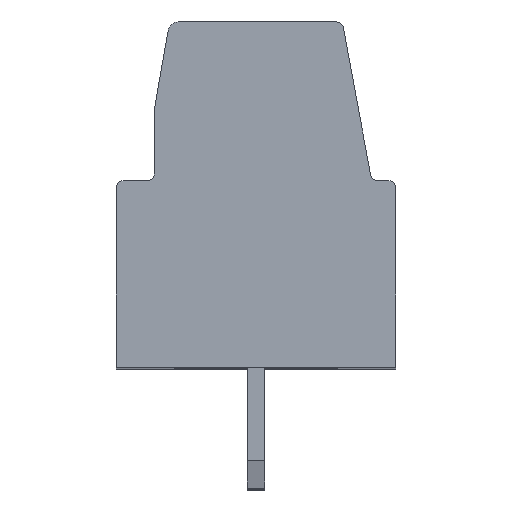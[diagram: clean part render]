
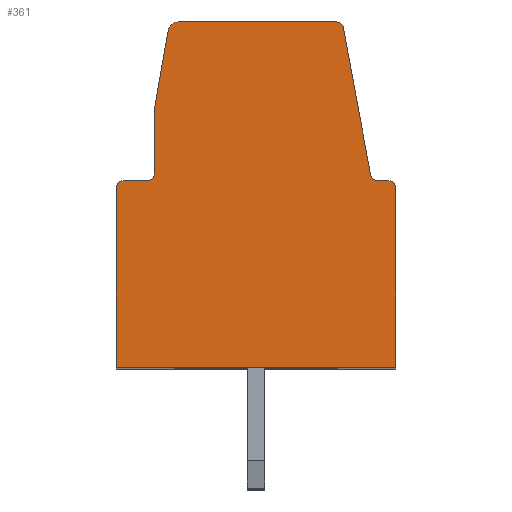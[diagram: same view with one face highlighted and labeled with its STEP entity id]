
A CAD part, top view. The second image highlights one B-rep face of the part: STEP entity #361.
In plain terms, the highlighted planar face has unit normal (0, 0, 1).
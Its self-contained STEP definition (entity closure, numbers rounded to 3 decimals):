
#361 = ADVANCED_FACE( '', ( #802 ), #803, .F. );
#802 = FACE_OUTER_BOUND( '', #1352, .T. );
#803 = PLANE( '', #1353 );
#1352 = EDGE_LOOP( '', ( #2156, #2157, #2158, #2159, #2160, #2161, #2162, #2163, #2164, #2165, #2166, #2167, #2168, #2169, #2170 ) );
#1353 = AXIS2_PLACEMENT_3D( '', #2171, #2172, #2173 );
#2156 = ORIENTED_EDGE( '', *, *, #3692, .T. );
#2157 = ORIENTED_EDGE( '', *, *, #3693, .T. );
#2158 = ORIENTED_EDGE( '', *, *, #3694, .F. );
#2159 = ORIENTED_EDGE( '', *, *, #3695, .T. );
#2160 = ORIENTED_EDGE( '', *, *, #3696, .T. );
#2161 = ORIENTED_EDGE( '', *, *, #3697, .T. );
#2162 = ORIENTED_EDGE( '', *, *, #3698, .T. );
#2163 = ORIENTED_EDGE( '', *, *, #3612, .T. );
#2164 = ORIENTED_EDGE( '', *, *, #3637, .F. );
#2165 = ORIENTED_EDGE( '', *, *, #3690, .T. );
#2166 = ORIENTED_EDGE( '', *, *, #3699, .F. );
#2167 = ORIENTED_EDGE( '', *, *, #3700, .T. );
#2168 = ORIENTED_EDGE( '', *, *, #3701, .T. );
#2169 = ORIENTED_EDGE( '', *, *, #3537, .T. );
#2170 = ORIENTED_EDGE( '', *, *, #3647, .F. );
#2171 = CARTESIAN_POINT( '', ( 0.81, -4.4, 0. ) );
#2172 = DIRECTION( '', ( 0., 0., -1. ) );
#2173 = DIRECTION( '', ( 0., 1., 0. ) );
#3537 = EDGE_CURVE( '', #4282, #4280, #4283, .T. );
#3612 = EDGE_CURVE( '', #4406, #4404, #4407, .T. );
#3637 = EDGE_CURVE( '', #4446, #4404, #4448, .T. );
#3647 = EDGE_CURVE( '', #4462, #4280, #4464, .T. );
#3690 = EDGE_CURVE( '', #4446, #4530, #4532, .T. );
#3692 = EDGE_CURVE( '', #4462, #4534, #4535, .T. );
#3693 = EDGE_CURVE( '', #4534, #4536, #4537, .T. );
#3694 = EDGE_CURVE( '', #4538, #4536, #4539, .T. );
#3695 = EDGE_CURVE( '', #4538, #4540, #4541, .T. );
#3696 = EDGE_CURVE( '', #4540, #4542, #4543, .T. );
#3697 = EDGE_CURVE( '', #4542, #4544, #4545, .T. );
#3698 = EDGE_CURVE( '', #4544, #4406, #4546, .T. );
#3699 = EDGE_CURVE( '', #4547, #4530, #4548, .T. );
#3700 = EDGE_CURVE( '', #4547, #4549, #4550, .T. );
#3701 = EDGE_CURVE( '', #4549, #4282, #4551, .T. );
#4280 = VERTEX_POINT( '', #5336 );
#4282 = VERTEX_POINT( '', #5339 );
#4283 = LINE( '', #5340, #5341 );
#4404 = VERTEX_POINT( '', #5518 );
#4406 = VERTEX_POINT( '', #5521 );
#4407 = LINE( '', #5522, #5523 );
#4446 = VERTEX_POINT( '', #5579 );
#4448 = CIRCLE( '', #5582, 0.2 );
#4462 = VERTEX_POINT( '', #5600 );
#4464 = CIRCLE( '', #5603, 0.3 );
#4530 = VERTEX_POINT( '', #5701 );
#4532 = LINE( '', #5704, #5705 );
#4534 = VERTEX_POINT( '', #5707 );
#4535 = LINE( '', #5708, #5709 );
#4536 = VERTEX_POINT( '', #5710 );
#4537 = LINE( '', #5711, #5712 );
#4538 = VERTEX_POINT( '', #5713 );
#4539 = CIRCLE( '', #5714, 0.2 );
#4540 = VERTEX_POINT( '', #5715 );
#4541 = LINE( '', #5716, #5717 );
#4542 = VERTEX_POINT( '', #5718 );
#4543 = CIRCLE( '', #5719, 0.2 );
#4544 = VERTEX_POINT( '', #5720 );
#4545 = LINE( '', #5721, #5722 );
#4546 = LINE( '', #5723, #5724 );
#4547 = VERTEX_POINT( '', #5725 );
#4548 = CIRCLE( '', #5726, 0.2 );
#4549 = VERTEX_POINT( '', #5727 );
#4550 = LINE( '', #5728, #5729 );
#4551 = CIRCLE( '', #5730, 0.2 );
#5336 = CARTESIAN_POINT( '', ( -6.298, 10., 0. ) );
#5339 = CARTESIAN_POINT( '', ( -1.716, 10., 0. ) );
#5340 = CARTESIAN_POINT( '', ( -16.414, 10., 0. ) );
#5341 = VECTOR( '', #6630, 1000. );
#5518 = CARTESIAN_POINT( '', ( 0., 5.2, 0. ) );
#5521 = CARTESIAN_POINT( '', ( 0., 0., 0. ) );
#5522 = CARTESIAN_POINT( '', ( 0., -18.438, 0. ) );
#5523 = VECTOR( '', #6694, 1000. );
#5579 = CARTESIAN_POINT( '', ( -0.2, 5.4, 0. ) );
#5582 = AXIS2_PLACEMENT_3D( '', #6716, #6717, #6718 );
#5600 = CARTESIAN_POINT( '', ( -6.594, 9.752, 0. ) );
#5603 = AXIS2_PLACEMENT_3D( '', #6727, #6728, #6729 );
#5701 = CARTESIAN_POINT( '', ( -0.531, 5.4, 0. ) );
#5704 = CARTESIAN_POINT( '', ( -16.414, 5.4, 0. ) );
#5705 = VECTOR( '', #6763, 1000. );
#5707 = CARTESIAN_POINT( '', ( -7., 7.448, 0. ) );
#5708 = CARTESIAN_POINT( '', ( -11.564, -18.438, 0. ) );
#5709 = VECTOR( '', #6764, 1000. );
#5710 = CARTESIAN_POINT( '', ( -7., 5.6, 0. ) );
#5711 = CARTESIAN_POINT( '', ( -7., -18.438, 0. ) );
#5712 = VECTOR( '', #6765, 1000. );
#5713 = CARTESIAN_POINT( '', ( -7.2, 5.4, 0. ) );
#5714 = AXIS2_PLACEMENT_3D( '', #6766, #6767, #6768 );
#5715 = CARTESIAN_POINT( '', ( -7.9, 5.4, 0. ) );
#5716 = CARTESIAN_POINT( '', ( -16.414, 5.4, 0. ) );
#5717 = VECTOR( '', #6769, 1000. );
#5718 = CARTESIAN_POINT( '', ( -8.1, 5.2, 0. ) );
#5719 = AXIS2_PLACEMENT_3D( '', #6770, #6771, #6772 );
#5720 = CARTESIAN_POINT( '', ( -8.1, 0., 0. ) );
#5721 = CARTESIAN_POINT( '', ( -8.1, -18.438, 0. ) );
#5722 = VECTOR( '', #6773, 1000. );
#5723 = CARTESIAN_POINT( '', ( -16.414, 0., 0. ) );
#5724 = VECTOR( '', #6774, 1000. );
#5725 = CARTESIAN_POINT( '', ( -0.728, 5.564, 0. ) );
#5726 = AXIS2_PLACEMENT_3D( '', #6775, #6776, #6777 );
#5727 = CARTESIAN_POINT( '', ( -1.52, 9.836, 0. ) );
#5728 = CARTESIAN_POINT( '', ( 3.721, -18.438, 0. ) );
#5729 = VECTOR( '', #6778, 1000. );
#5730 = AXIS2_PLACEMENT_3D( '', #6779, #6780, #6781 );
#6630 = DIRECTION( '', ( -1., 0., 0. ) );
#6694 = DIRECTION( '', ( 0., 1., 0. ) );
#6716 = CARTESIAN_POINT( '', ( -0.2, 5.2, 0. ) );
#6717 = DIRECTION( '', ( 0., 0., -1. ) );
#6718 = DIRECTION( '', ( -1., 0., 0. ) );
#6727 = CARTESIAN_POINT( '', ( -6.298, 9.7, 0. ) );
#6728 = DIRECTION( '', ( 0., 0., -1. ) );
#6729 = DIRECTION( '', ( -1., 0., 0. ) );
#6763 = DIRECTION( '', ( -1., 0., 0. ) );
#6764 = DIRECTION( '', ( -0.174, -0.985, 0. ) );
#6765 = DIRECTION( '', ( 0., -1., 0. ) );
#6766 = CARTESIAN_POINT( '', ( -7.2, 5.6, 0. ) );
#6767 = DIRECTION( '', ( 0., 0., 1. ) );
#6768 = DIRECTION( '', ( 1., 0., 0. ) );
#6769 = DIRECTION( '', ( -1., 0., 0. ) );
#6770 = CARTESIAN_POINT( '', ( -7.9, 5.2, 0. ) );
#6771 = DIRECTION( '', ( 0., 0., 1. ) );
#6772 = DIRECTION( '', ( 1., 0., 0. ) );
#6773 = DIRECTION( '', ( 0., -1., 0. ) );
#6774 = DIRECTION( '', ( 1., 0., 0. ) );
#6775 = CARTESIAN_POINT( '', ( -0.531, 5.6, 0. ) );
#6776 = DIRECTION( '', ( 0., 0., 1. ) );
#6777 = DIRECTION( '', ( 1., 0., 0. ) );
#6778 = DIRECTION( '', ( -0.182, 0.983, 0. ) );
#6779 = CARTESIAN_POINT( '', ( -1.716, 9.8, 0. ) );
#6780 = DIRECTION( '', ( 0., 0., 1. ) );
#6781 = DIRECTION( '', ( 1., 0., 0. ) );
